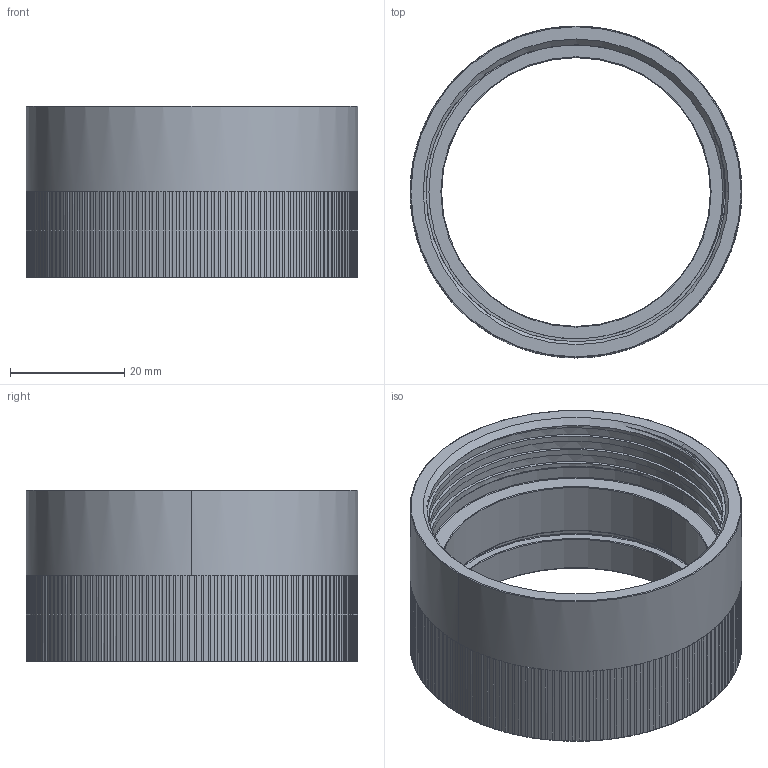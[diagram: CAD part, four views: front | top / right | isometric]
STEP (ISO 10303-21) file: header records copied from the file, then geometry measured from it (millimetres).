
FILE_DESCRIPTION (( 'STEP AP214' ), '1' );
FILE_NAME ('300-00-062.STEP', '2020-11-11T14:49:49', ( '' ), ( '' ), 'SwSTEP 2.0', 'SolidWorks 2020', '' );
FILE_SCHEMA (( 'AUTOMOTIVE_DESIGN' ));
Length unit declared in the file: inch
Products named in the file (1): 300-00-062
Bounding box: 57.99 x 57.99 x 30 mm (x, y, z)
Volume: 21613.9 mm3; surface area: 12939.2 mm2
Topology: 1 solids, 1 shells, 690 faces, 1734 edges, 1049 vertices
Faces by surface type: cylinder 359, plane 305, torus 18, cone 5, bspline 3
Entity records: 23591 total; most frequent: CARTESIAN_POINT 6517, DIRECTION 4049, ORIENTED_EDGE 3468, AXIS2_PLACEMENT_3D 1843, EDGE_CURVE 1734, CIRCLE 1155, VERTEX_POINT 1049, EDGE_LOOP 695
